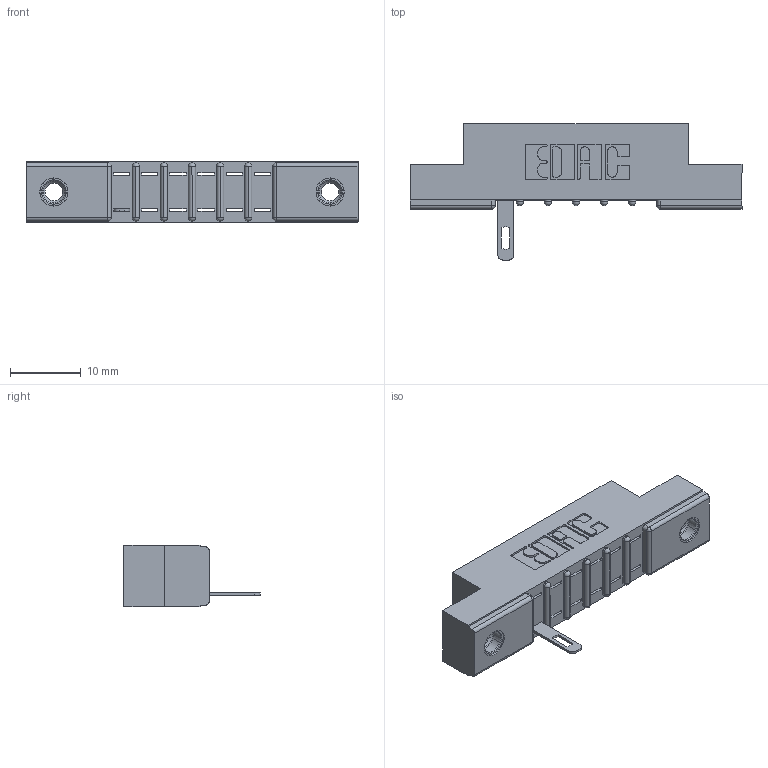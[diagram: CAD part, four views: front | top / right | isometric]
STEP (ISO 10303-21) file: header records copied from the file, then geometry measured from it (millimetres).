
FILE_DESCRIPTION (( 'STEP AP203' ), '1' );
FILE_NAME ('307-006-505-107.STEP', '2018-08-02T18:44:47', ( '' ), ( '' ), 'SwSTEP 2.0', 'SolidWorks 2016', '' );
FILE_SCHEMA (( 'CONFIG_CONTROL_DESIGN' ));
Length unit declared in the file: inch
Products named in the file (4): 307 Part_.156 Dia Mounting Holes; 307-290-001_505; 345-250-001_345-250-005-103; 307-006-505-107
Assembly tree (4 placements, depth 2):
  307-006-505-107
    307 Part_.156 Dia Mounting Holes
    307-290-001_505
    345-250-001_345-250-005-103  x2
Bounding box: 46.79 x 19.18 x 8.71 mm (x, y, z)
Volume: 2909.1 mm3; surface area: 3517.1 mm2
Topology: 4 solids, 4 shells, 341 faces, 941 edges, 598 vertices
Faces by surface type: plane 198, cylinder 113, sphere 14, cone 12, torus 4
Entity records: 10581 total; most frequent: CARTESIAN_POINT 1770, ORIENTED_EDGE 1754, DIRECTION 1749, EDGE_CURVE 877, LINE 655, VECTOR 655, VERTEX_POINT 568, AXIS2_PLACEMENT_3D 547
